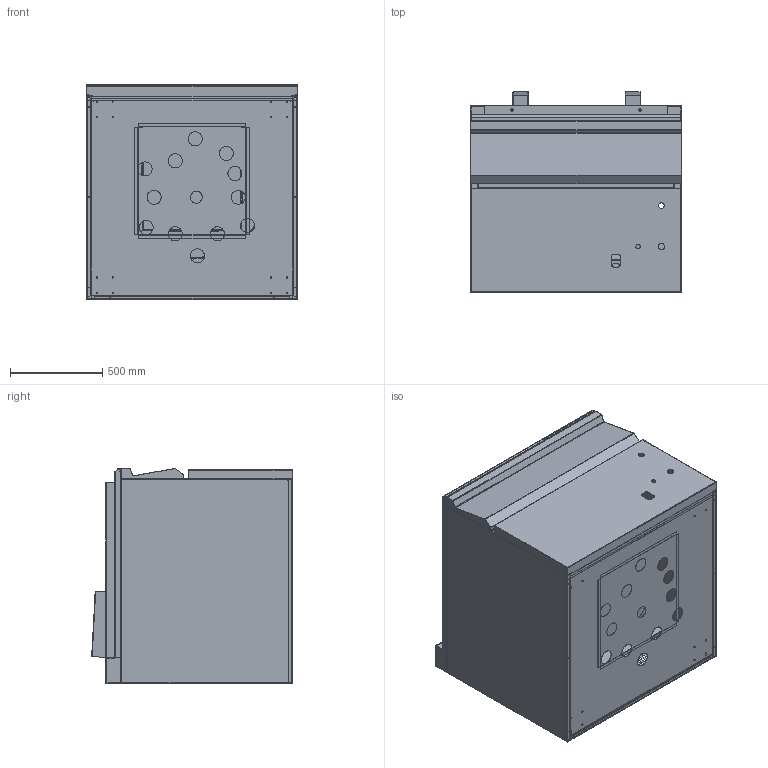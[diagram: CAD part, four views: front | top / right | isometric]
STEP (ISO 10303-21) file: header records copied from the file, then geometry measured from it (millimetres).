
FILE_DESCRIPTION(('FreeCAD Model'),'2;1');
FILE_NAME('Open CASCADE Shape Model','2025-05-02T01:26:44',('FreeCAD'),( 'FreeCAD'),'Open CASCADE STEP processor 7.6','FreeCAD','Unknown');
FILE_SCHEMA(('AUTOMOTIVE_DESIGN { 1 0 10303 214 1 1 1 1 }'));
Products named in the file (1): Open CASCADE STEP translator 7.6 1
Bounding box: 1142.69 x 1088.22 x 1167.45 mm (x, y, z)
Volume: 20283074.6 mm3; surface area: 31622135.9 mm2
Topology: 29 solids, 29 shells, 3178 faces, 8160 edges, 5040 vertices
Faces by surface type: bspline 3178
Entity records: 93064 total; most frequent: CARTESIAN_POINT 44917, ORIENTED_EDGE 16320, EDGE_CURVE 8160, B_SPLINE_CURVE_WITH_KNOTS 5972, VERTEX_POINT 5040, FACE_BOUND 3536, EDGE_LOOP 3536, ADVANCED_FACE 3178
